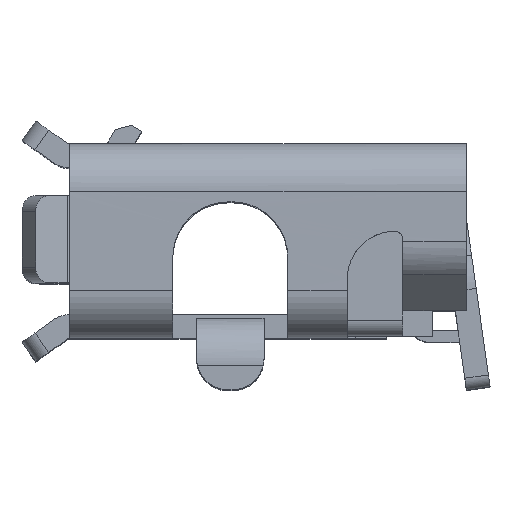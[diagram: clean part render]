
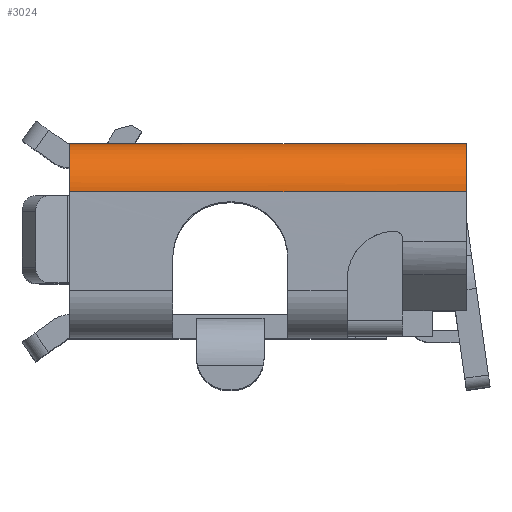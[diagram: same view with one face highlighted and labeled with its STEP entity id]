
A CAD part, top view. The second image highlights one B-rep face of the part: STEP entity #3024.
In plain terms, the highlighted cylindrical face has radius 0.6 mm (diameter 1.2 mm), a partial arc.
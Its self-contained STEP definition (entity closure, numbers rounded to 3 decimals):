
#383 = VERTEX_POINT ( 'NONE', #12217 ) ;
#385 = B_SPLINE_CURVE_WITH_KNOTS ( 'NONE', 3,
 ( #12222, #5957, #7007, #750 ),
 .UNSPECIFIED., .F., .F.,
 ( 4, 4 ),
 ( 0., 1. ),
 .UNSPECIFIED. ) ;
#750 = CARTESIAN_POINT ( 'NONE',  ( 4.2, -0.04, 3.751 ) ) ;
#772 = EDGE_LOOP ( 'NONE', ( #12672, #13014, #1458, #10103 ) ) ;
#878 = CARTESIAN_POINT ( 'NONE',  ( -0.8, 0.56, 3.15 ) ) ;
#1374 =( BOUNDED_CURVE ( )  B_SPLINE_CURVE ( 3, ( #4561, #10834, #7725, #1452 ),
 .UNSPECIFIED., .F., .F. ) 
 B_SPLINE_CURVE_WITH_KNOTS ( ( 4, 4 ),
 ( 6.283, 7.854 ),
 .UNSPECIFIED. ) 
 CURVE ( )  GEOMETRIC_REPRESENTATION_ITEM ( )  RATIONAL_B_SPLINE_CURVE ( ( 1., 0.805, 0.805, 1. ) ) 
 REPRESENTATION_ITEM ( '' )  );
#1452 = CARTESIAN_POINT ( 'NONE',  ( 4.2, 0.56, 3.152 ) ) ;
#1458 = ORIENTED_EDGE ( 'NONE', *, *, #3739, .T. ) ;
#1495 = LINE ( 'NONE', #9470, #9517 ) ;
#2041 = VERTEX_POINT ( 'NONE', #12731 ) ;
#2050 = DIRECTION ( 'NONE',  ( 1., 0., 0. ) ) ;
#2237 = CARTESIAN_POINT ( 'NONE',  ( 4.2, -0.04, 3.751 ) ) ;
#2980 = CARTESIAN_POINT ( 'NONE',  ( -0.8, -0.04, 3.75 ) ) ;
#3024 = ADVANCED_FACE ( 'NONE', ( #3862 ), #6315, .T. ) ;
#3061 = DIRECTION ( 'NONE',  ( 0., 0., -1. ) ) ;
#3251 = EDGE_CURVE ( 'NONE', #2041, #7689, #8663, .T. ) ;
#3739 = EDGE_CURVE ( 'NONE', #7689, #5617, #385, .T. ) ;
#3862 = FACE_OUTER_BOUND ( 'NONE', #772, .T. ) ;
#4561 = CARTESIAN_POINT ( 'NONE',  ( 4.2, -0.04, 3.751 ) ) ;
#5150 = EDGE_CURVE ( 'NONE', #2041, #383, #1495, .T. ) ;
#5617 = VERTEX_POINT ( 'NONE', #2237 ) ;
#5768 = EDGE_CURVE ( 'NONE', #5617, #383, #1374, .T. ) ;
#5957 = CARTESIAN_POINT ( 'NONE',  ( 0.867, -0.04, 3.75 ) ) ;
#6315 = CYLINDRICAL_SURFACE ( 'NONE', #12970, 0.6 ) ;
#7007 = CARTESIAN_POINT ( 'NONE',  ( 2.533, -0.04, 3.751 ) ) ;
#7120 = CARTESIAN_POINT ( 'NONE',  ( -0.8, 0.56, 3.501 ) ) ;
#7689 = VERTEX_POINT ( 'NONE', #11855 ) ;
#7725 = CARTESIAN_POINT ( 'NONE',  ( 4.2, 0.56, 3.503 ) ) ;
#8663 =( BOUNDED_CURVE ( )  B_SPLINE_CURVE ( 3, ( #878, #7120, #9236, #2980 ),
 .UNSPECIFIED., .F., .T. ) 
 B_SPLINE_CURVE_WITH_KNOTS ( ( 4, 4 ),
 ( 4.712, 6.283 ),
 .UNSPECIFIED. ) 
 CURVE ( )  GEOMETRIC_REPRESENTATION_ITEM ( )  RATIONAL_B_SPLINE_CURVE ( ( 1., 0.805, 0.805, 1. ) ) 
 REPRESENTATION_ITEM ( '' )  );
#9236 = CARTESIAN_POINT ( 'NONE',  ( -0.8, 0.311, 3.75 ) ) ;
#9470 = CARTESIAN_POINT ( 'NONE',  ( -0.8, 0.56, 3.15 ) ) ;
#9517 = VECTOR ( 'NONE', #10532, 1000. ) ;
#10103 = ORIENTED_EDGE ( 'NONE', *, *, #5768, .T. ) ;
#10388 = CARTESIAN_POINT ( 'NONE',  ( -0.8, -0.04, 3.15 ) ) ;
#10532 = DIRECTION ( 'NONE',  ( 1., 0., 0. ) ) ;
#10834 = CARTESIAN_POINT ( 'NONE',  ( 4.2, 0.311, 3.752 ) ) ;
#11855 = CARTESIAN_POINT ( 'NONE',  ( -0.8, -0.04, 3.75 ) ) ;
#12217 = CARTESIAN_POINT ( 'NONE',  ( 4.2, 0.56, 3.152 ) ) ;
#12222 = CARTESIAN_POINT ( 'NONE',  ( -0.8, -0.04, 3.75 ) ) ;
#12672 = ORIENTED_EDGE ( 'NONE', *, *, #5150, .F. ) ;
#12731 = CARTESIAN_POINT ( 'NONE',  ( -0.8, 0.56, 3.15 ) ) ;
#12970 = AXIS2_PLACEMENT_3D ( 'NONE', #10388, #2050, #3061 ) ;
#13014 = ORIENTED_EDGE ( 'NONE', *, *, #3251, .T. ) ;
